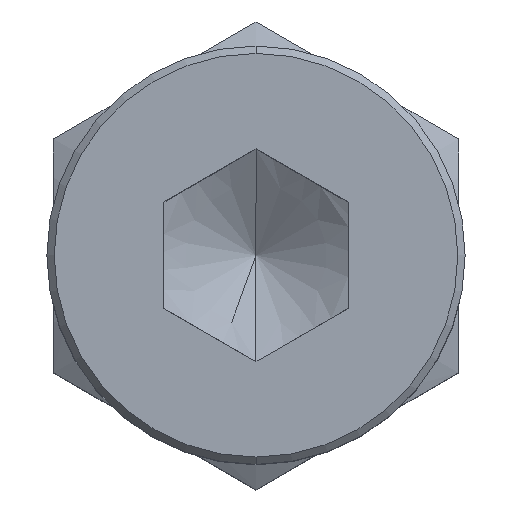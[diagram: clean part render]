
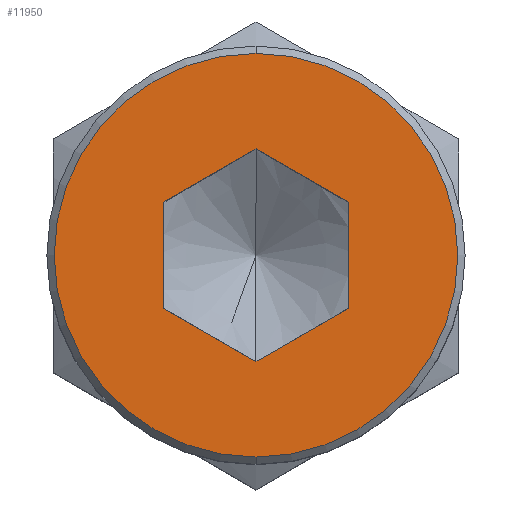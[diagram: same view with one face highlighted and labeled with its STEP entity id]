
A CAD part, top view. The second image highlights one B-rep face of the part: STEP entity #11950.
In plain terms, the highlighted planar face has unit normal (0, 0, 1).
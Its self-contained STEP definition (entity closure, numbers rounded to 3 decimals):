
#11905 = VERTEX_POINT('',#11906);
#11906 = CARTESIAN_POINT('',(0.,-2.74,3.));
#11912 = EDGE_CURVE('',#11913,#11905,#11915,.T.);
#11913 = VERTEX_POINT('',#11914);
#11914 = CARTESIAN_POINT('',(0.,2.74,3.));
#11915 = CIRCLE('',#11916,2.74);
#11916 = AXIS2_PLACEMENT_3D('',#11917,#11918,#11919);
#11917 = CARTESIAN_POINT('',(0.,0.,3.));
#11918 = DIRECTION('',(0.,0.,1.));
#11919 = DIRECTION('',(0.,-1.,0.));
#11936 = EDGE_CURVE('',#11905,#11913,#11937,.T.);
#11937 = CIRCLE('',#11938,2.74);
#11938 = AXIS2_PLACEMENT_3D('',#11939,#11940,#11941);
#11939 = CARTESIAN_POINT('',(0.,0.,3.));
#11940 = DIRECTION('',(0.,0.,1.));
#11941 = DIRECTION('',(0.,-1.,0.));
#11950 = ADVANCED_FACE('',(#11951,#12001),#12005,.T.);
#11951 = FACE_BOUND('',#11952,.T.);
#11952 = EDGE_LOOP('',(#11953,#11963,#11971,#11979,#11987,#11995));
#11953 = ORIENTED_EDGE('',*,*,#11954,.F.);
#11954 = EDGE_CURVE('',#11955,#11957,#11959,.T.);
#11955 = VERTEX_POINT('',#11956);
#11956 = CARTESIAN_POINT('',(0.,1.443,3.));
#11957 = VERTEX_POINT('',#11958);
#11958 = CARTESIAN_POINT('',(-1.25,0.722,3.));
#11959 = LINE('',#11960,#11961);
#11960 = CARTESIAN_POINT('',(0.,1.443,3.));
#11961 = VECTOR('',#11962,1.);
#11962 = DIRECTION('',(-0.866,-0.5,0.));
#11963 = ORIENTED_EDGE('',*,*,#11964,.F.);
#11964 = EDGE_CURVE('',#11965,#11955,#11967,.T.);
#11965 = VERTEX_POINT('',#11966);
#11966 = CARTESIAN_POINT('',(1.25,0.722,3.));
#11967 = LINE('',#11968,#11969);
#11968 = CARTESIAN_POINT('',(1.25,0.722,3.));
#11969 = VECTOR('',#11970,1.);
#11970 = DIRECTION('',(-0.866,0.5,0.));
#11971 = ORIENTED_EDGE('',*,*,#11972,.F.);
#11972 = EDGE_CURVE('',#11973,#11965,#11975,.T.);
#11973 = VERTEX_POINT('',#11974);
#11974 = CARTESIAN_POINT('',(1.25,-0.722,3.));
#11975 = LINE('',#11976,#11977);
#11976 = CARTESIAN_POINT('',(1.25,-0.722,3.));
#11977 = VECTOR('',#11978,1.);
#11978 = DIRECTION('',(0.,1.,0.));
#11979 = ORIENTED_EDGE('',*,*,#11980,.F.);
#11980 = EDGE_CURVE('',#11981,#11973,#11983,.T.);
#11981 = VERTEX_POINT('',#11982);
#11982 = CARTESIAN_POINT('',(0.,-1.443,3.));
#11983 = LINE('',#11984,#11985);
#11984 = CARTESIAN_POINT('',(0.,-1.443,3.));
#11985 = VECTOR('',#11986,1.);
#11986 = DIRECTION('',(0.866,0.5,0.));
#11987 = ORIENTED_EDGE('',*,*,#11988,.F.);
#11988 = EDGE_CURVE('',#11989,#11981,#11991,.T.);
#11989 = VERTEX_POINT('',#11990);
#11990 = CARTESIAN_POINT('',(-1.25,-0.722,3.));
#11991 = LINE('',#11992,#11993);
#11992 = CARTESIAN_POINT('',(-1.25,-0.722,3.));
#11993 = VECTOR('',#11994,1.);
#11994 = DIRECTION('',(0.866,-0.5,0.));
#11995 = ORIENTED_EDGE('',*,*,#11996,.F.);
#11996 = EDGE_CURVE('',#11957,#11989,#11997,.T.);
#11997 = LINE('',#11998,#11999);
#11998 = CARTESIAN_POINT('',(-1.25,0.722,3.));
#11999 = VECTOR('',#12000,1.);
#12000 = DIRECTION('',(0.,-1.,0.));
#12001 = FACE_BOUND('',#12002,.T.);
#12002 = EDGE_LOOP('',(#12003,#12004));
#12003 = ORIENTED_EDGE('',*,*,#11912,.T.);
#12004 = ORIENTED_EDGE('',*,*,#11936,.T.);
#12005 = PLANE('',#12006);
#12006 = AXIS2_PLACEMENT_3D('',#12007,#12008,#12009);
#12007 = CARTESIAN_POINT('',(0.,0.,3.));
#12008 = DIRECTION('',(0.,0.,1.));
#12009 = DIRECTION('',(0.,-1.,0.));
